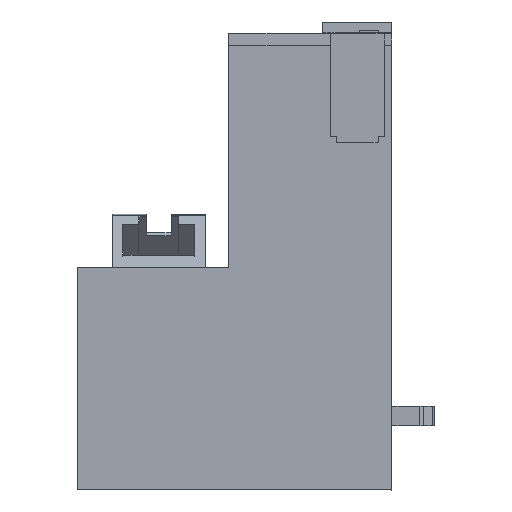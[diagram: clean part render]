
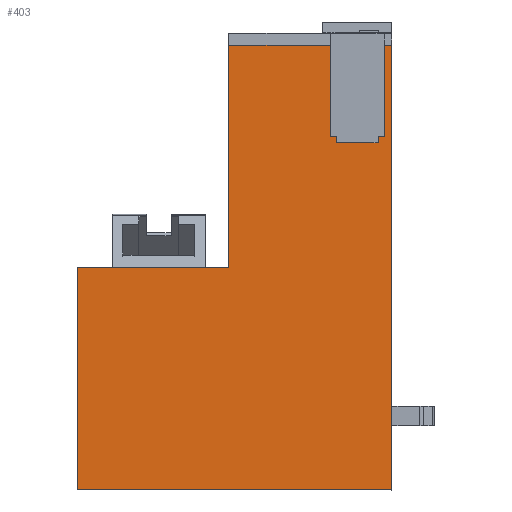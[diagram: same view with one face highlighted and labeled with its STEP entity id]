
A CAD part, front view. The second image highlights one B-rep face of the part: STEP entity #403.
In plain terms, the highlighted planar face has unit normal (0, -1, 0).
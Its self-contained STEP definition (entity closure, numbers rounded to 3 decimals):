
#296=AXIS2_PLACEMENT_3D('Plane Axis2P3D',#293,#294,#295) ;
#230=CARTESIAN_POINT('Vertex',(0.,0.,0.)) ;
#233=CARTESIAN_POINT('Line Origine',(0.,0.,18.383)) ;
#237=CARTESIAN_POINT('Vertex',(0.,0.,36.765)) ;
#293=CARTESIAN_POINT('Axis2P3D Location',(0.,0.,0.)) ;
#298=CARTESIAN_POINT('Line Origine',(26.,0.,0.)) ;
#302=CARTESIAN_POINT('Vertex',(52.,0.,0.)) ;
#305=CARTESIAN_POINT('Line Origine',(52.,0.,36.783)) ;
#309=CARTESIAN_POINT('Vertex',(52.,0.,73.566)) ;
#312=CARTESIAN_POINT('Line Origine',(51.35,0.,73.566)) ;
#316=CARTESIAN_POINT('Vertex',(50.7,0.,73.566)) ;
#319=CARTESIAN_POINT('Line Origine',(50.7,0.,66.033)) ;
#323=CARTESIAN_POINT('Vertex',(50.7,0.,58.5)) ;
#326=CARTESIAN_POINT('Line Origine',(50.2,0.,58.5)) ;
#330=CARTESIAN_POINT('Vertex',(49.7,0.,58.5)) ;
#333=CARTESIAN_POINT('Line Origine',(49.7,0.,58.)) ;
#337=CARTESIAN_POINT('Vertex',(49.7,0.,57.5)) ;
#340=CARTESIAN_POINT('Line Origine',(46.25,0.,57.5)) ;
#344=CARTESIAN_POINT('Vertex',(42.8,0.,57.5)) ;
#347=CARTESIAN_POINT('Line Origine',(42.8,0.,58.)) ;
#351=CARTESIAN_POINT('Vertex',(42.8,0.,58.5)) ;
#354=CARTESIAN_POINT('Line Origine',(42.3,0.,58.5)) ;
#358=CARTESIAN_POINT('Vertex',(41.8,0.,58.5)) ;
#361=CARTESIAN_POINT('Line Origine',(41.8,0.,66.033)) ;
#365=CARTESIAN_POINT('Vertex',(41.8,0.,73.566)) ;
#368=CARTESIAN_POINT('Line Origine',(33.4,0.,73.566)) ;
#372=CARTESIAN_POINT('Vertex',(25.,0.,73.566)) ;
#375=CARTESIAN_POINT('Line Origine',(25.,0.,55.166)) ;
#379=CARTESIAN_POINT('Vertex',(25.,0.,36.765)) ;
#382=CARTESIAN_POINT('Line Origine',(12.5,0.,36.765)) ;
#234=DIRECTION('Vector Direction',(0.,0.,1.)) ;
#294=DIRECTION('Axis2P3D Direction',(0.,1.,0.)) ;
#295=DIRECTION('Axis2P3D XDirection',(0.,0.,1.)) ;
#299=DIRECTION('Vector Direction',(-1.,0.,0.)) ;
#306=DIRECTION('Vector Direction',(0.,0.,-1.)) ;
#313=DIRECTION('Vector Direction',(1.,0.,0.)) ;
#320=DIRECTION('Vector Direction',(0.,0.,-1.)) ;
#327=DIRECTION('Vector Direction',(-1.,0.,0.)) ;
#334=DIRECTION('Vector Direction',(0.,0.,-1.)) ;
#341=DIRECTION('Vector Direction',(-1.,0.,0.)) ;
#348=DIRECTION('Vector Direction',(0.,0.,1.)) ;
#355=DIRECTION('Vector Direction',(-1.,0.,0.)) ;
#362=DIRECTION('Vector Direction',(0.,0.,1.)) ;
#369=DIRECTION('Vector Direction',(1.,0.,0.)) ;
#376=DIRECTION('Vector Direction',(0.,0.,1.)) ;
#383=DIRECTION('Vector Direction',(1.,0.,0.)) ;
#235=VECTOR('Line Direction',#234,1.) ;
#300=VECTOR('Line Direction',#299,1.) ;
#307=VECTOR('Line Direction',#306,1.) ;
#314=VECTOR('Line Direction',#313,1.) ;
#321=VECTOR('Line Direction',#320,1.) ;
#328=VECTOR('Line Direction',#327,1.) ;
#335=VECTOR('Line Direction',#334,1.) ;
#342=VECTOR('Line Direction',#341,1.) ;
#349=VECTOR('Line Direction',#348,1.) ;
#356=VECTOR('Line Direction',#355,1.) ;
#363=VECTOR('Line Direction',#362,1.) ;
#370=VECTOR('Line Direction',#369,1.) ;
#377=VECTOR('Line Direction',#376,1.) ;
#384=VECTOR('Line Direction',#383,1.) ;
#388=ORIENTED_EDGE('',*,*,#239,.F.) ;
#389=ORIENTED_EDGE('',*,*,#304,.F.) ;
#390=ORIENTED_EDGE('',*,*,#311,.F.) ;
#391=ORIENTED_EDGE('',*,*,#318,.F.) ;
#392=ORIENTED_EDGE('',*,*,#325,.T.) ;
#393=ORIENTED_EDGE('',*,*,#332,.T.) ;
#394=ORIENTED_EDGE('',*,*,#339,.T.) ;
#395=ORIENTED_EDGE('',*,*,#346,.T.) ;
#396=ORIENTED_EDGE('',*,*,#353,.T.) ;
#397=ORIENTED_EDGE('',*,*,#360,.T.) ;
#398=ORIENTED_EDGE('',*,*,#367,.T.) ;
#399=ORIENTED_EDGE('',*,*,#374,.F.) ;
#400=ORIENTED_EDGE('',*,*,#381,.F.) ;
#401=ORIENTED_EDGE('',*,*,#386,.T.) ;
#403=ADVANCED_FACE('Housing_1',(#402),#297,.F.) ;
#239=EDGE_CURVE('',#231,#238,#236,.T.) ;
#304=EDGE_CURVE('',#303,#231,#301,.T.) ;
#311=EDGE_CURVE('',#310,#303,#308,.T.) ;
#318=EDGE_CURVE('',#317,#310,#315,.T.) ;
#325=EDGE_CURVE('',#317,#324,#322,.T.) ;
#332=EDGE_CURVE('',#324,#331,#329,.T.) ;
#339=EDGE_CURVE('',#331,#338,#336,.T.) ;
#346=EDGE_CURVE('',#338,#345,#343,.T.) ;
#353=EDGE_CURVE('',#345,#352,#350,.T.) ;
#360=EDGE_CURVE('',#352,#359,#357,.T.) ;
#367=EDGE_CURVE('',#359,#366,#364,.T.) ;
#374=EDGE_CURVE('',#373,#366,#371,.T.) ;
#381=EDGE_CURVE('',#380,#373,#378,.T.) ;
#386=EDGE_CURVE('',#380,#238,#385,.F.) ;
#387=EDGE_LOOP('',(#388,#389,#390,#391,#392,#393,#394,#395,#396,#397,#398,#399,#400,#401)) ;
#402=FACE_OUTER_BOUND('',#387,.T.) ;
#236=LINE('Line',#233,#235) ;
#301=LINE('Line',#298,#300) ;
#308=LINE('Line',#305,#307) ;
#315=LINE('Line',#312,#314) ;
#322=LINE('Line',#319,#321) ;
#329=LINE('Line',#326,#328) ;
#336=LINE('Line',#333,#335) ;
#343=LINE('Line',#340,#342) ;
#350=LINE('Line',#347,#349) ;
#357=LINE('Line',#354,#356) ;
#364=LINE('Line',#361,#363) ;
#371=LINE('Line',#368,#370) ;
#378=LINE('Line',#375,#377) ;
#385=LINE('Line',#382,#384) ;
#297=PLANE('',#296) ;
#231=VERTEX_POINT('',#230) ;
#238=VERTEX_POINT('',#237) ;
#303=VERTEX_POINT('',#302) ;
#310=VERTEX_POINT('',#309) ;
#317=VERTEX_POINT('',#316) ;
#324=VERTEX_POINT('',#323) ;
#331=VERTEX_POINT('',#330) ;
#338=VERTEX_POINT('',#337) ;
#345=VERTEX_POINT('',#344) ;
#352=VERTEX_POINT('',#351) ;
#359=VERTEX_POINT('',#358) ;
#366=VERTEX_POINT('',#365) ;
#373=VERTEX_POINT('',#372) ;
#380=VERTEX_POINT('',#379) ;
